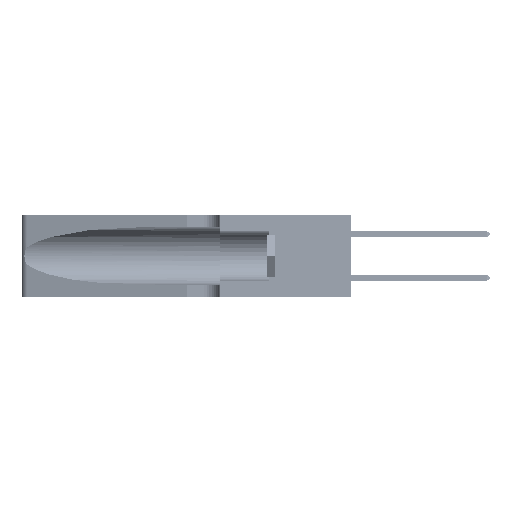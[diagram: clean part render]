
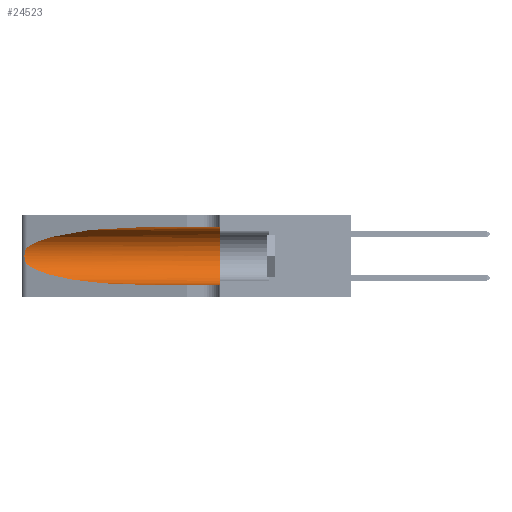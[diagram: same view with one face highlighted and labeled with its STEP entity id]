
A CAD part, left-side view. The second image highlights one B-rep face of the part: STEP entity #24523.
In plain terms, the highlighted cylindrical face has radius 3.308 mm (diameter 6.617 mm), a partial arc.
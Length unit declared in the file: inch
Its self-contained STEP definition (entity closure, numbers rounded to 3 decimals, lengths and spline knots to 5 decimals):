
#230 = VERTEX_POINT ( 'NONE', #12832 ) ;
#650 = ORIENTED_EDGE ( 'NONE', *, *, #15555, .T. ) ;
#1320 =( BOUNDED_CURVE ( )  B_SPLINE_CURVE ( 3, ( #26116, #14368, #46687, #30687 ),
 .UNSPECIFIED., .F., .T. ) 
 B_SPLINE_CURVE_WITH_KNOTS ( ( 4, 4 ),
 ( 1.5708, 2.84003 ),
 .UNSPECIFIED. ) 
 CURVE ( )  GEOMETRIC_REPRESENTATION_ITEM ( )  RATIONAL_B_SPLINE_CURVE ( ( 1., 0.87, 0.87, 1. ) ) 
 REPRESENTATION_ITEM ( '' )  );
#2188 = CARTESIAN_POINT ( 'NONE',  ( 0.18966, 0.96281, 0.05475 ) ) ;
#2413 = EDGE_CURVE ( 'NONE', #27615, #8774, #1320, .T. ) ;
#3344 = DIRECTION ( 'NONE',  ( 0., -1., 0. ) ) ;
#4135 = VERTEX_POINT ( 'NONE', #26873 ) ;
#6695 = CARTESIAN_POINT ( 'NONE',  ( 0.26075, 1.23896, 0.19203 ) ) ;
#8192 = B_SPLINE_CURVE_WITH_KNOTS ( 'NONE', 3,
 ( #47244, #23460, #43190, #35720, #35534, #51358, #6695, #18667, #26844, #47414, #27190, #39444, #47600, #23098 ),
 .UNSPECIFIED., .F., .F.,
 ( 4, 2, 2, 2, 2, 2, 4 ),
 ( 0., 0.00027, 0.00053, 0.00107, 0.0016, 0.00187, 0.00214 ),
 .UNSPECIFIED. ) ;
#8483 = VECTOR ( 'NONE', #3344, 39.37008 ) ;
#8774 = VERTEX_POINT ( 'NONE', #48239 ) ;
#10376 = CARTESIAN_POINT ( 'NONE',  ( 0.1305, 0.72297, 0.05475 ) ) ;
#10863 = CARTESIAN_POINT ( 'NONE',  ( 0.1305, 1.61858, 0.185 ) ) ;
#12465 = ORIENTED_EDGE ( 'NONE', *, *, #2413, .T. ) ;
#12832 = CARTESIAN_POINT ( 'NONE',  ( 0.1305, 0.72297, 0.05475 ) ) ;
#12997 = CARTESIAN_POINT ( 'NONE',  ( 0.1305, 0.72297, 0.31525 ) ) ;
#14368 = CARTESIAN_POINT ( 'NONE',  ( 0.18966, 0.96281, 0.31525 ) ) ;
#14682 = CARTESIAN_POINT ( 'NONE',  ( 0.2373, 1.15595, 0.08982 ) ) ;
#15555 = EDGE_CURVE ( 'NONE', #46308, #230, #29720, .T. ) ;
#18667 = CARTESIAN_POINT ( 'NONE',  ( 0.26075, 1.23896, 0.178 ) ) ;
#19871 = ORIENTED_EDGE ( 'NONE', *, *, #23345, .T. ) ;
#21836 = AXIS2_PLACEMENT_3D ( 'NONE', #51046, #26723, #30774 ) ;
#22535 = CARTESIAN_POINT ( 'NONE',  ( 0.1305, 1.61858, 0.31525 ) ) ;
#23098 = CARTESIAN_POINT ( 'NONE',  ( 0.25487, 1.22718, 0.14631 ) ) ;
#23345 = EDGE_CURVE ( 'NONE', #230, #24957, #31397, .T. ) ;
#23460 = CARTESIAN_POINT ( 'NONE',  ( 0.25555, 1.22994, 0.2215 ) ) ;
#24523 = ADVANCED_FACE ( 'NONE', ( #38693 ), #31002, .F. ) ;
#24957 = VERTEX_POINT ( 'NONE', #46038 ) ;
#26116 = CARTESIAN_POINT ( 'NONE',  ( 0.1305, 0.72297, 0.31525 ) ) ;
#26723 = DIRECTION ( 'NONE',  ( 0., 1., 0. ) ) ;
#26844 = CARTESIAN_POINT ( 'NONE',  ( 0.26017, 1.23833, 0.17102 ) ) ;
#26873 = CARTESIAN_POINT ( 'NONE',  ( 0.1305, 0.35, 0.31525 ) ) ;
#27190 = CARTESIAN_POINT ( 'NONE',  ( 0.25789, 1.23486, 0.15765 ) ) ;
#27564 = ORIENTED_EDGE ( 'NONE', *, *, #35708, .F. ) ;
#27615 = VERTEX_POINT ( 'NONE', #12997 ) ;
#29720 =( BOUNDED_CURVE ( )  B_SPLINE_CURVE ( 3, ( #34934, #14682, #2188, #10376 ),
 .UNSPECIFIED., .F., .F. ) 
 B_SPLINE_CURVE_WITH_KNOTS ( ( 4, 4 ),
 ( 3.44316, 4.71239 ),
 .UNSPECIFIED. ) 
 CURVE ( )  GEOMETRIC_REPRESENTATION_ITEM ( )  RATIONAL_B_SPLINE_CURVE ( ( 1., 0.87, 0.87, 1. ) ) 
 REPRESENTATION_ITEM ( '' )  );
#30687 = CARTESIAN_POINT ( 'NONE',  ( 0.25487, 1.22718, 0.22369 ) ) ;
#30774 = DIRECTION ( 'NONE',  ( 0., 0., 1. ) ) ;
#31002 = CYLINDRICAL_SURFACE ( 'NONE', #35637, 0.13025 ) ;
#31397 = LINE ( 'NONE', #36095, #8483 ) ;
#32034 = ORIENTED_EDGE ( 'NONE', *, *, #48683, .T. ) ;
#32158 = EDGE_CURVE ( 'NONE', #4135, #24957, #34246, .T. ) ;
#34246 = CIRCLE ( 'NONE', #21836, 0.13025 ) ;
#34934 = CARTESIAN_POINT ( 'NONE',  ( 0.25487, 1.22718, 0.14631 ) ) ;
#35131 = LINE ( 'NONE', #22535, #40861 ) ;
#35315 = DIRECTION ( 'NONE',  ( 0., -1., 0. ) ) ;
#35534 = CARTESIAN_POINT ( 'NONE',  ( 0.25854, 1.2359, 0.20912 ) ) ;
#35637 = AXIS2_PLACEMENT_3D ( 'NONE', #10863, #42913, #43422 ) ;
#35708 = EDGE_CURVE ( 'NONE', #27615, #4135, #35131, .T. ) ;
#35720 = CARTESIAN_POINT ( 'NONE',  ( 0.25787, 1.23484, 0.2124 ) ) ;
#36095 = CARTESIAN_POINT ( 'NONE',  ( 0.1305, 1.61858, 0.05475 ) ) ;
#38693 = FACE_OUTER_BOUND ( 'NONE', #40239, .T. ) ;
#39444 = CARTESIAN_POINT ( 'NONE',  ( 0.25639, 1.23186, 0.15144 ) ) ;
#40239 = EDGE_LOOP ( 'NONE', ( #12465, #32034, #650, #19871, #47774, #27564 ) ) ;
#40861 = VECTOR ( 'NONE', #35315, 39.37008 ) ;
#42913 = DIRECTION ( 'NONE',  ( 0., -1., 0. ) ) ;
#43190 = CARTESIAN_POINT ( 'NONE',  ( 0.25639, 1.23184, 0.21858 ) ) ;
#43422 = DIRECTION ( 'NONE',  ( 0., 0., -1. ) ) ;
#46038 = CARTESIAN_POINT ( 'NONE',  ( 0.1305, 0.35, 0.05475 ) ) ;
#46308 = VERTEX_POINT ( 'NONE', #52440 ) ;
#46687 = CARTESIAN_POINT ( 'NONE',  ( 0.2373, 1.15595, 0.28018 ) ) ;
#47244 = CARTESIAN_POINT ( 'NONE',  ( 0.25487, 1.22718, 0.22369 ) ) ;
#47414 = CARTESIAN_POINT ( 'NONE',  ( 0.25856, 1.23593, 0.16098 ) ) ;
#47600 = CARTESIAN_POINT ( 'NONE',  ( 0.25555, 1.22993, 0.14849 ) ) ;
#47774 = ORIENTED_EDGE ( 'NONE', *, *, #32158, .F. ) ;
#48239 = CARTESIAN_POINT ( 'NONE',  ( 0.25487, 1.22718, 0.22369 ) ) ;
#48683 = EDGE_CURVE ( 'NONE', #8774, #46308, #8192, .T. ) ;
#51046 = CARTESIAN_POINT ( 'NONE',  ( 0.1305, 0.35, 0.185 ) ) ;
#51358 = CARTESIAN_POINT ( 'NONE',  ( 0.26018, 1.23835, 0.19895 ) ) ;
#52440 = CARTESIAN_POINT ( 'NONE',  ( 0.25487, 1.22718, 0.14631 ) ) ;
